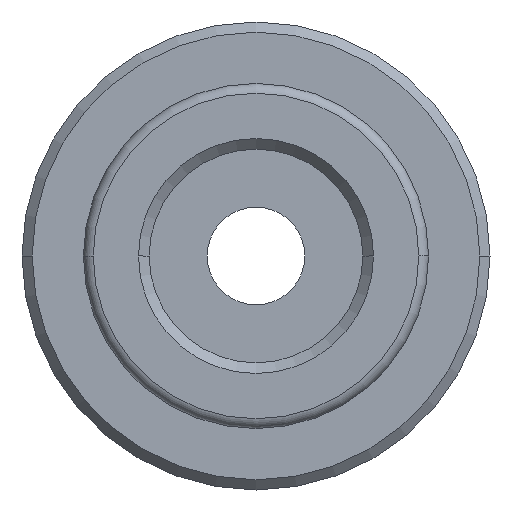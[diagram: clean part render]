
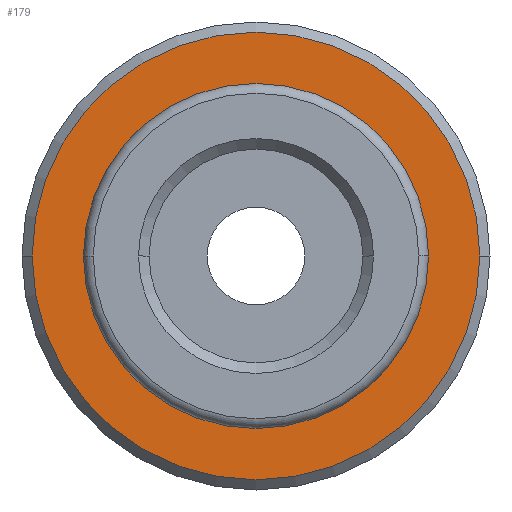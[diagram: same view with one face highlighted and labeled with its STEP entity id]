
A CAD part, front view. The second image highlights one B-rep face of the part: STEP entity #179.
In plain terms, the highlighted planar face has unit normal (0, -1, 0).
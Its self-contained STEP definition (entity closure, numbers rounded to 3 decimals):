
#179=ADVANCED_FACE('',(#434,#435),#436,.T.);
#434=FACE_OUTER_BOUND('',#769,.T.);
#435=FACE_BOUND('',#770,.T.);
#436=PLANE('',#771);
#769=EDGE_LOOP('',(#1224,#1225));
#770=EDGE_LOOP('',(#1226,#1227));
#771=AXIS2_PLACEMENT_3D('',#1228,#1229,#1230);
#1224=ORIENTED_EDGE('',*,*,#1980,.F.);
#1225=ORIENTED_EDGE('',*,*,#1981,.F.);
#1226=ORIENTED_EDGE('',*,*,#1982,.T.);
#1227=ORIENTED_EDGE('',*,*,#1983,.T.);
#1228=CARTESIAN_POINT('',(9.5,4.0,0.0));
#1229=DIRECTION('',(0.,-1.0,0.0));
#1230=DIRECTION('',(-1.0,0.,-0.0));
#1980=EDGE_CURVE('',#2370,#2371,#2372,.T.);
#1981=EDGE_CURVE('',#2371,#2370,#2373,.T.);
#1982=EDGE_CURVE('',#2374,#2375,#2376,.T.);
#1983=EDGE_CURVE('',#2375,#2374,#2377,.T.);
#2370=VERTEX_POINT('',#3026);
#2371=VERTEX_POINT('',#3027);
#2372=CIRCLE('',#3028,11.0);
#2373=CIRCLE('',#3029,11.0);
#2374=VERTEX_POINT('',#3030);
#2375=VERTEX_POINT('',#3031);
#2376=CIRCLE('',#3032,8.0);
#2377=CIRCLE('',#3033,8.0);
#3026=CARTESIAN_POINT('',(11.0,4.0,0.0));
#3027=CARTESIAN_POINT('',(-11.0,4.0,0.));
#3028=AXIS2_PLACEMENT_3D('',#3562,#3563,#3564);
#3029=AXIS2_PLACEMENT_3D('',#3565,#3566,#3567);
#3030=CARTESIAN_POINT('',(8.0,4.0,0.0));
#3031=CARTESIAN_POINT('',(-8.0,4.0,0.));
#3032=AXIS2_PLACEMENT_3D('',#3568,#3569,#3570);
#3033=AXIS2_PLACEMENT_3D('',#3571,#3572,#3573);
#3562=CARTESIAN_POINT('',(0.0,4.0,0.0));
#3563=DIRECTION('',(-0.0,1.0,0.0));
#3564=DIRECTION('',(1.0,0.0,0.0));
#3565=CARTESIAN_POINT('',(0.0,4.0,0.0));
#3566=DIRECTION('',(-0.0,1.0,0.0));
#3567=DIRECTION('',(1.0,0.0,0.0));
#3568=CARTESIAN_POINT('',(0.0,4.0,0.0));
#3569=DIRECTION('',(-0.0,1.0,0.0));
#3570=DIRECTION('',(1.0,0.0,0.0));
#3571=CARTESIAN_POINT('',(0.0,4.0,0.0));
#3572=DIRECTION('',(-0.0,1.0,0.0));
#3573=DIRECTION('',(1.0,0.0,0.0));
